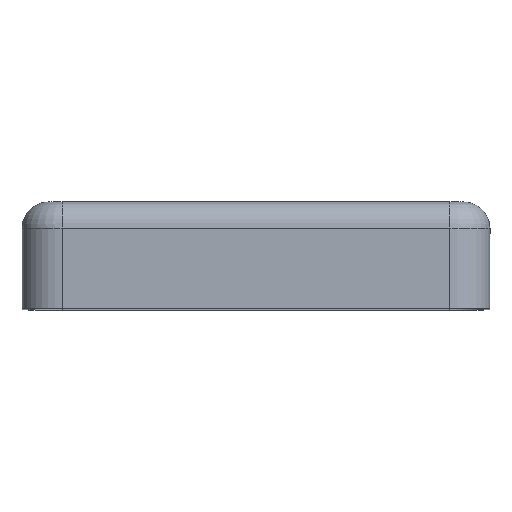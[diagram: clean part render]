
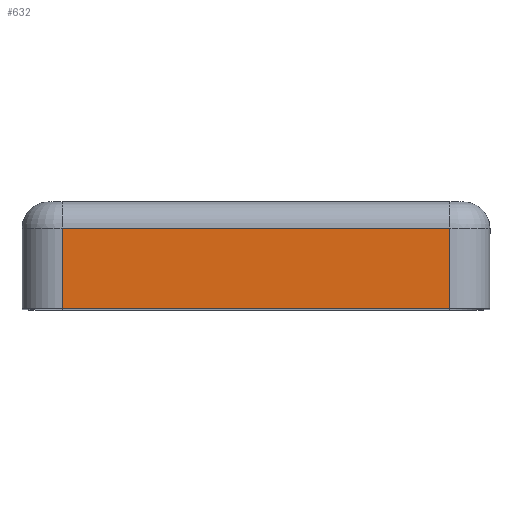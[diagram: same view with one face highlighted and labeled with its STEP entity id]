
A CAD part, top view. The second image highlights one B-rep face of the part: STEP entity #632.
In plain terms, the highlighted planar face has unit normal (0, 0, 1).
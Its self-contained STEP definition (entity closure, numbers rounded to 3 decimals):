
#67 = VECTOR ( 'NONE', #2510, 1000. ) ;
#158 = VECTOR ( 'NONE', #1460, 1000. ) ;
#180 = CARTESIAN_POINT ( 'NONE',  ( -9.65, 0., 23.65 ) ) ;
#188 = DIRECTION ( 'NONE',  ( 0., 0., 1. ) ) ;
#211 = CARTESIAN_POINT ( 'NONE',  ( -9.65, -5.3, 23.65 ) ) ;
#303 = VERTEX_POINT ( 'NONE', #963 ) ;
#384 = ORIENTED_EDGE ( 'NONE', *, *, #561, .F. ) ;
#488 = VECTOR ( 'NONE', #946, 1000. ) ;
#561 = EDGE_CURVE ( 'NONE', #2509, #303, #1602, .T. ) ;
#632 = ADVANCED_FACE ( 'NONE', ( #746 ), #838, .T. ) ;
#651 = LINE ( 'NONE', #1787, #488 ) ;
#711 = EDGE_CURVE ( 'NONE', #2021, #303, #1809, .T. ) ;
#718 = AXIS2_PLACEMENT_3D ( 'NONE', #180, #188, #2362 ) ;
#746 = FACE_OUTER_BOUND ( 'NONE', #2674, .T. ) ;
#807 = CARTESIAN_POINT ( 'NONE',  ( 9.65, -1.3, 23.65 ) ) ;
#830 = ORIENTED_EDGE ( 'NONE', *, *, #1793, .F. ) ;
#838 = PLANE ( 'NONE',  #718 ) ;
#946 = DIRECTION ( 'NONE',  ( 0., -1., 0. ) ) ;
#963 = CARTESIAN_POINT ( 'NONE',  ( 9.65, -5.3, 23.65 ) ) ;
#1039 = ORIENTED_EDGE ( 'NONE', *, *, #1661, .T. ) ;
#1061 = VECTOR ( 'NONE', #1207, 1000. ) ;
#1207 = DIRECTION ( 'NONE',  ( 1., 0., 0. ) ) ;
#1460 = DIRECTION ( 'NONE',  ( 0., -1., 0. ) ) ;
#1602 = LINE ( 'NONE', #1687, #158 ) ;
#1661 = EDGE_CURVE ( 'NONE', #2819, #2021, #651, .T. ) ;
#1687 = CARTESIAN_POINT ( 'NONE',  ( 9.65, 0., 23.65 ) ) ;
#1787 = CARTESIAN_POINT ( 'NONE',  ( -9.65, 0., 23.65 ) ) ;
#1793 = EDGE_CURVE ( 'NONE', #2819, #2509, #2458, .T. ) ;
#1809 = LINE ( 'NONE', #2045, #67 ) ;
#1827 = CARTESIAN_POINT ( 'NONE',  ( -9.65, -1.3, 23.65 ) ) ;
#1923 = ORIENTED_EDGE ( 'NONE', *, *, #711, .T. ) ;
#2021 = VERTEX_POINT ( 'NONE', #211 ) ;
#2045 = CARTESIAN_POINT ( 'NONE',  ( -9.65, -5.3, 23.65 ) ) ;
#2362 = DIRECTION ( 'NONE',  ( 1., 0., 0. ) ) ;
#2458 = LINE ( 'NONE', #1827, #1061 ) ;
#2509 = VERTEX_POINT ( 'NONE', #807 ) ;
#2510 = DIRECTION ( 'NONE',  ( 1., 0., 0. ) ) ;
#2608 = CARTESIAN_POINT ( 'NONE',  ( -9.65, -1.3, 23.65 ) ) ;
#2674 = EDGE_LOOP ( 'NONE', ( #1923, #384, #830, #1039 ) ) ;
#2819 = VERTEX_POINT ( 'NONE', #2608 ) ;
